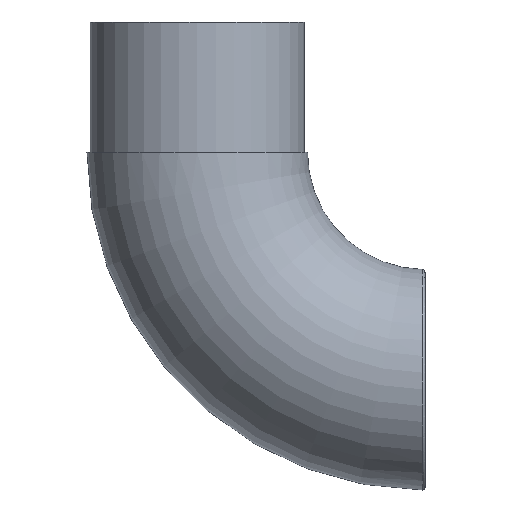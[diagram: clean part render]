
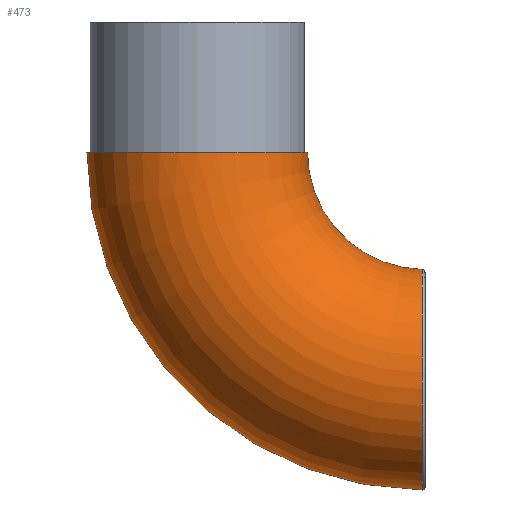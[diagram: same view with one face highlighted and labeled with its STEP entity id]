
A CAD part, front view. The second image highlights one B-rep face of the part: STEP entity #473.
In plain terms, the highlighted toroidal (fillet/blend) face has major radius 43.8 mm and minor radius 21.2 mm.
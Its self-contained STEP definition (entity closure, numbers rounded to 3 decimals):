
#1 = CARTESIAN_POINT ( 'NONE',  ( 47.867, -2.901, -20.4 ) ) ;
#17 = CARTESIAN_POINT ( 'NONE',  ( 47.87, -20.822, -3.596 ) ) ;
#22 = DIRECTION ( 'NONE',  ( 0., 0., -1. ) ) ;
#50 = AXIS2_PLACEMENT_3D ( 'NONE', #883, #641, #122 ) ;
#55 = EDGE_CURVE ( 'NONE', #398, #667, #688, .T. ) ;
#60 = VERTEX_POINT ( 'NONE', #426 ) ;
#69 = CARTESIAN_POINT ( 'NONE',  ( 47.867, -1.116, -20.569 ) ) ;
#75 = CARTESIAN_POINT ( 'NONE',  ( 47.867, -7.471, -19.24 ) ) ;
#87 = CARTESIAN_POINT ( 'NONE',  ( 47.868, -17.022, -12.096 ) ) ;
#91 = EDGE_CURVE ( 'NONE', #390, #467, #607, .T. ) ;
#94 = CARTESIAN_POINT ( 'NONE',  ( 47.874, -19.804, 8.295 ) ) ;
#111 = CARTESIAN_POINT ( 'NONE',  ( 47.882, -1.353, 21.815 ) ) ;
#115 = CARTESIAN_POINT ( 'NONE',  ( -16.629, 0., 44.41 ) ) ;
#117 = CARTESIAN_POINT ( 'NONE',  ( 47.872, -20.918, 4.077 ) ) ;
#122 = DIRECTION ( 'NONE',  ( 0., 0., -1. ) ) ;
#165 = CARTESIAN_POINT ( 'NONE',  ( 47.867, -3.568, -20.297 ) ) ;
#170 = CARTESIAN_POINT ( 'NONE',  ( 47.867, -4.89, -20.028 ) ) ;
#173 = CIRCLE ( 'NONE', #973, 65. ) ;
#176 = CARTESIAN_POINT ( 'NONE',  ( 47.88, -9.103, 19.808 ) ) ;
#186 = CARTESIAN_POINT ( 'NONE',  ( 47.879, -11.978, 18.119 ) ) ;
#235 = ORIENTED_EDGE ( 'NONE', *, *, #638, .T. ) ;
#239 = CARTESIAN_POINT ( 'NONE',  ( 47.867, -0.372, -20.588 ) ) ;
#252 = CARTESIAN_POINT ( 'NONE',  ( 47.868, -14.293, -15.06 ) ) ;
#257 = CARTESIAN_POINT ( 'NONE',  ( 47.878, -12.526, 17.731 ) ) ;
#263 = CARTESIAN_POINT ( 'NONE',  ( 47.876, -16.435, 14.072 ) ) ;
#268 = CARTESIAN_POINT ( 'NONE',  ( 47.875, -18.655, 10.706 ) ) ;
#274 = CARTESIAN_POINT ( 'NONE',  ( 47.875, -17.978, 11.87 ) ) ;
#310 = CARTESIAN_POINT ( 'NONE',  ( 47.867, -2.228, -20.471 ) ) ;
#314 = EDGE_CURVE ( 'NONE', #398, #467, #640, .T. ) ;
#335 = CARTESIAN_POINT ( 'NONE',  ( 47.867, -6.837, -19.467 ) ) ;
#345 = CARTESIAN_POINT ( 'NONE',  ( 48.371, 0., 44.41 ) ) ;
#346 = CARTESIAN_POINT ( 'NONE',  ( 47.87, -20.515, -4.896 ) ) ;
#352 = CARTESIAN_POINT ( 'NONE',  ( 47.87, -21.088, -1.59 ) ) ;
#364 = CARTESIAN_POINT ( 'NONE',  ( 47.882, -2.684, 21.687 ) ) ;
#390 = VERTEX_POINT ( 'NONE', #310 ) ;
#398 = VERTEX_POINT ( 'NONE', #1035 ) ;
#399 = AXIS2_PLACEMENT_3D ( 'NONE', #587, #415, #421 ) ;
#402 = CARTESIAN_POINT ( 'NONE',  ( 47.867, -1.858, -20.51 ) ) ;
#415 = DIRECTION ( 'NONE',  ( 0., 0., -1. ) ) ;
#421 = DIRECTION ( 'NONE',  ( -1., 0., 0. ) ) ;
#426 = CARTESIAN_POINT ( 'NONE',  ( 47.867, 0., -20.588 ) ) ;
#442 = FACE_OUTER_BOUND ( 'NONE', #998, .T. ) ;
#444 = CARTESIAN_POINT ( 'NONE',  ( 47.878, -14.101, 16.459 ) ) ;
#456 = CARTESIAN_POINT ( 'NONE',  ( 47.869, -19.083, -8.646 ) ) ;
#467 = VERTEX_POINT ( 'NONE', #1018 ) ;
#473 = ADVANCED_FACE ( 'NONE', ( #442 ), #930, .T. ) ;
#491 = ORIENTED_EDGE ( 'NONE', *, *, #914, .T. ) ;
#503 = CARTESIAN_POINT ( 'NONE',  ( 47.868, -11.112, -17.493 ) ) ;
#508 = CARTESIAN_POINT ( 'NONE',  ( 47.868, -15.722, -13.625 ) ) ;
#536 = CARTESIAN_POINT ( 'NONE',  ( 47.877, -15.558, 15.077 ) ) ;
#553 = DIRECTION ( 'NONE',  ( 0., 0., -1. ) ) ;
#587 = CARTESIAN_POINT ( 'NONE',  ( 4.571, 0., 44.41 ) ) ;
#594 = CARTESIAN_POINT ( 'NONE',  ( 47.868, -15.262, -14.118 ) ) ;
#600 = CARTESIAN_POINT ( 'NONE',  ( 47.882, 0., 21.815 ) ) ;
#607 = B_SPLINE_CURVE_WITH_KNOTS ( 'NONE', 3,
 ( #933, #1, #165, #170, #839, #335, #75, #1009, #673, #503, #763, #1098, #252, #594, #508, #87, #768, #785, #456, #692, #712, #346, #17, #1032, #352, #950, #1027, #877, #780, #697, #117, #872, #708, #702, #1037, #94, #773, #268, #274, #954, #263, #536, #444, #623, #257, #186, #946, #176, #618, #608, #1041, #613, #364, #111, #600 ),
 .UNSPECIFIED., .F., .F.,
 ( 4, 2, 2, 2, 2, 2, 2, 2, 2, 2, 2, 2, 2, 2, 1, 2, 2, 2, 2, 2, 2, 2, 2, 2, 2, 2, 2, 4 ),
 ( 0.002, 0.004, 0.006, 0.008, 0.01, 0.014, 0.016, 0.018, 0.022, 0.025, 0.027, 0.031, 0.032, 0.033, 0.035, 0.037, 0.038, 0.039, 0.043, 0.045, 0.047, 0.051, 0.053, 0.055, 0.059, 0.061, 0.063, 0.067 ),
 .UNSPECIFIED. ) ;
#608 = CARTESIAN_POINT ( 'NONE',  ( 47.881, -6.588, 20.776 ) ) ;
#613 = CARTESIAN_POINT ( 'NONE',  ( 47.881, -4.649, 21.31 ) ) ;
#618 = CARTESIAN_POINT ( 'NONE',  ( 47.881, -7.23, 20.555 ) ) ;
#623 = CARTESIAN_POINT ( 'NONE',  ( 47.878, -13.59, 16.899 ) ) ;
#638 = EDGE_CURVE ( 'NONE', #667, #60, #173, .T. ) ;
#640 = CIRCLE ( 'NONE', #50, 22.6 ) ;
#641 = DIRECTION ( 'NONE',  ( 0., -1., 0. ) ) ;
#654 = ORIENTED_EDGE ( 'NONE', *, *, #314, .F. ) ;
#667 = VERTEX_POINT ( 'NONE', #115 ) ;
#673 = CARTESIAN_POINT ( 'NONE',  ( 47.867, -9.331, -18.436 ) ) ;
#688 = CIRCLE ( 'NONE', #399, 21.2 ) ;
#692 = CARTESIAN_POINT ( 'NONE',  ( 47.869, -19.632, -7.417 ) ) ;
#697 = CARTESIAN_POINT ( 'NONE',  ( 47.872, -21.066, 3.084 ) ) ;
#702 = CARTESIAN_POINT ( 'NONE',  ( 47.872, -20.655, 5.4 ) ) ;
#708 = CARTESIAN_POINT ( 'NONE',  ( 47.872, -20.729, 5.069 ) ) ;
#712 = CARTESIAN_POINT ( 'NONE',  ( 47.869, -19.876, -6.794 ) ) ;
#720 = CARTESIAN_POINT ( 'NONE',  ( 48.371, 0., 44.41 ) ) ;
#723 = ORIENTED_EDGE ( 'NONE', *, *, #91, .T. ) ;
#762 = CARTESIAN_POINT ( 'NONE',  ( 47.867, 0., -20.588 ) ) ;
#763 = CARTESIAN_POINT ( 'NONE',  ( 47.868, -12.227, -16.759 ) ) ;
#768 = CARTESIAN_POINT ( 'NONE',  ( 47.869, -17.786, -11.003 ) ) ;
#773 = CARTESIAN_POINT ( 'NONE',  ( 47.874, -18.964, 10.112 ) ) ;
#780 = CARTESIAN_POINT ( 'NONE',  ( 47.871, -21.201, 1.755 ) ) ;
#783 = DIRECTION ( 'NONE',  ( 0., -1., 0. ) ) ;
#785 = CARTESIAN_POINT ( 'NONE',  ( 47.869, -18.778, -9.252 ) ) ;
#826 = CARTESIAN_POINT ( 'NONE',  ( 47.867, -2.228, -20.471 ) ) ;
#839 = CARTESIAN_POINT ( 'NONE',  ( 47.867, -5.547, -19.861 ) ) ;
#872 = CARTESIAN_POINT ( 'NONE',  ( 47.872, -20.86, 4.408 ) ) ;
#877 = CARTESIAN_POINT ( 'NONE',  ( 47.871, -21.21, 0.42 ) ) ;
#883 = CARTESIAN_POINT ( 'NONE',  ( 48.371, 0., 44.41 ) ) ;
#914 = EDGE_CURVE ( 'NONE', #60, #390, #1024, .T. ) ;
#930 = TOROIDAL_SURFACE ( 'NONE', #987, 43.8, 21.2 ) ;
#933 = CARTESIAN_POINT ( 'NONE',  ( 47.867, -2.228, -20.471 ) ) ;
#946 = CARTESIAN_POINT ( 'NONE',  ( 47.88, -10.289, 19.198 ) ) ;
#950 = CARTESIAN_POINT ( 'NONE',  ( 47.871, -21.147, -0.919 ) ) ;
#954 = CARTESIAN_POINT ( 'NONE',  ( 47.875, -17.608, 12.439 ) ) ;
#972 = ORIENTED_EDGE ( 'NONE', *, *, #55, .T. ) ;
#973 = AXIS2_PLACEMENT_3D ( 'NONE', #720, #1044, #553 ) ;
#987 = AXIS2_PLACEMENT_3D ( 'NONE', #345, #783, #22 ) ;
#998 = EDGE_LOOP ( 'NONE', ( #972, #235, #491, #723, #654 ) ) ;
#1009 = CARTESIAN_POINT ( 'NONE',  ( 47.867, -8.717, -18.725 ) ) ;
#1018 = CARTESIAN_POINT ( 'NONE',  ( 47.882, 0., 21.815 ) ) ;
#1024 = B_SPLINE_CURVE_WITH_KNOTS ( 'NONE', 3,
 ( #762, #239, #69, #402, #826 ),
 .UNSPECIFIED., .F., .F.,
 ( 4, 1, 4 ),
 ( 0., 0.001, 0.002 ),
 .UNSPECIFIED. ) ;
#1027 = CARTESIAN_POINT ( 'NONE',  ( 47.871, -21.169, -0.584 ) ) ;
#1032 = CARTESIAN_POINT ( 'NONE',  ( 47.87, -21.05, -1.926 ) ) ;
#1035 = CARTESIAN_POINT ( 'NONE',  ( 25.771, 0., 44.41 ) ) ;
#1037 = CARTESIAN_POINT ( 'NONE',  ( 47.873, -20.249, 7.035 ) ) ;
#1041 = CARTESIAN_POINT ( 'NONE',  ( 47.881, -5.299, 21.153 ) ) ;
#1044 = DIRECTION ( 'NONE',  ( 0., -1., 0. ) ) ;
#1098 = CARTESIAN_POINT ( 'NONE',  ( 47.868, -13.79, -15.504 ) ) ;
